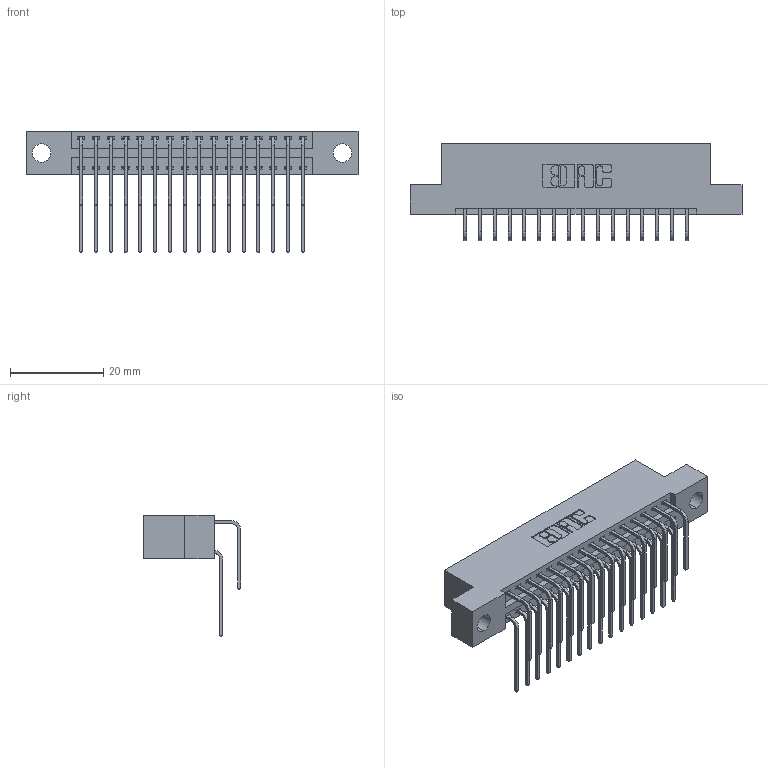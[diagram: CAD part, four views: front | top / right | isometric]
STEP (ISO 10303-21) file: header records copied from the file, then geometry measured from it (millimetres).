
FILE_DESCRIPTION (( 'STEP AP203' ), '1' );
FILE_NAME ('346-032-559-204.STEP', '2022-05-19T18:41:37', ( '' ), ( '' ), 'SwSTEP 2.0', 'SolidWorks 2020', '' );
FILE_SCHEMA (( 'CONFIG_CONTROL_DESIGN' ));
Length unit declared in the file: inch
Products named in the file (4): 345-292-001_558 559 Tail - 1; 346-032-559-204; 346 Part_Flush Mounting Lugs - 0.156 Dia-TH; 345-292-001_559 Tail - 2
Assembly tree (33 placements, depth 2):
  346-032-559-204
    346 Part_Flush Mounting Lugs - 0.156 Dia-TH
    345-292-001_558 559 Tail - 1  x16
    345-292-001_559 Tail - 2  x16
Bounding box: 71.37 x 20.89 x 26.16 mm (x, y, z)
Volume: 6836.6 mm3; surface area: 9722.1 mm2
Topology: 33 solids, 33 shells, 1864 faces, 5517 edges, 3634 vertices
Faces by surface type: plane 1274, cylinder 590
Entity records: 16145 total; most frequent: CARTESIAN_POINT 2753, ORIENTED_EDGE 2634, DIRECTION 2449, EDGE_CURVE 1317, VECTOR 1081, LINE 1081, VERTEX_POINT 874, AXIS2_PLACEMENT_3D 684
